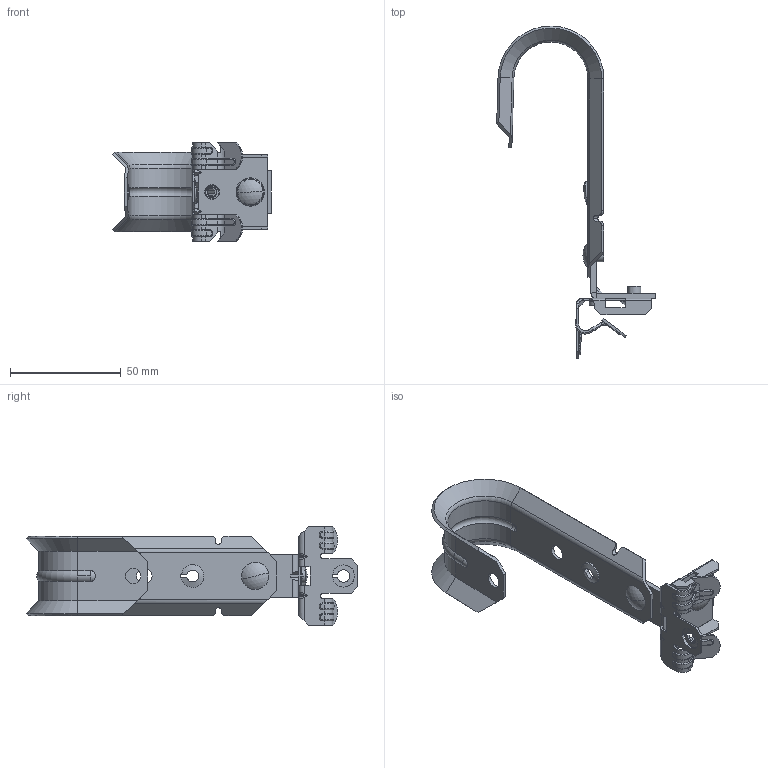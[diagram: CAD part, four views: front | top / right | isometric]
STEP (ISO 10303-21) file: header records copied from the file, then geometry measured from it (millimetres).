
FILE_DESCRIPTION (( 'STEP AP203' ), '1' );
FILE_NAME ('WJH21ACM24.STEP', '2024-03-05T08:42:23', ( '' ), ( '' ), 'SwSTEP 2.0', 'SolidWorks 2021', '' );
FILE_SCHEMA (( 'CONFIG_CONTROL_DESIGN' ));
Length unit declared in the file: millimetre
Products named in the file (5): WM24.step; AC.step; oval head semi-tubular rivets gb_GB_CONNECTING_PIECE_RIVET_OHSR 6X7; WJH21ACM24; WJH21.step
Assembly tree (5 placements, depth 2):
  WJH21ACM24
    AC.step
    oval head semi-tubular rivets gb_GB_CONNECTING_PIECE_RIVET_OHSR 6X7  x2
    WM24.step
    WJH21.step
Bounding box: 71.49 x 149.6 x 44.6 mm (x, y, z)
Volume: 14386.9 mm3; surface area: 23161.7 mm2
Topology: 5 solids, 5 shells, 421 faces, 1078 edges, 659 vertices
Faces by surface type: plane 162, cylinder 156, torus 53, bspline 28, cone 14, sphere 8
Entity records: 15003 total; most frequent: CARTESIAN_POINT 4769, ORIENTED_EDGE 2090, DIRECTION 2003, EDGE_CURVE 1045, AXIS2_PLACEMENT_3D 718, VERTEX_POINT 643, LINE 567, VECTOR 567
